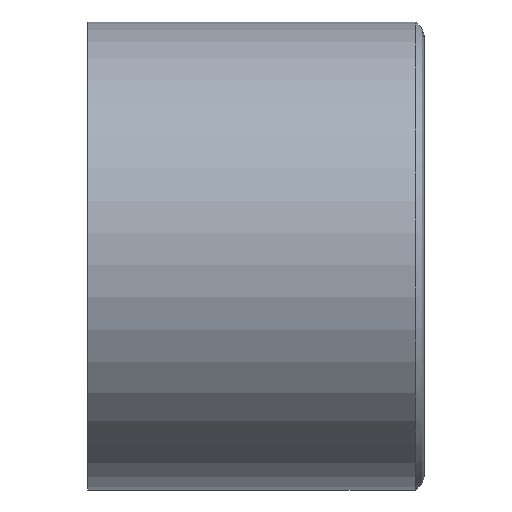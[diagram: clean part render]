
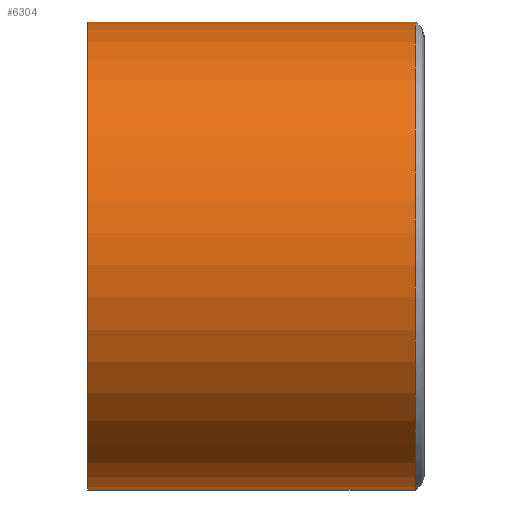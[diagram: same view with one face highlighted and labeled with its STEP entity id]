
A CAD part, left-side view. The second image highlights one B-rep face of the part: STEP entity #6304.
In plain terms, the highlighted free-form (B-spline) face has degree [2, 1] with [5, 2] control points.
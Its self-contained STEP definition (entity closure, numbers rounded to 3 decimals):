
#124 = VERTEX_POINT('',#125);
#125 = CARTESIAN_POINT('',(0.,70.222,
    50.159));
#126 = VERTEX_POINT('',#127);
#127 = CARTESIAN_POINT('',(0.,70.222,-50.159));
#135 = EDGE_CURVE('',#124,#136,#138,.T.);
#136 = VERTEX_POINT('',#137);
#137 = CARTESIAN_POINT('',(0.,0.,50.159));
#138 = B_SPLINE_CURVE_WITH_KNOTS('',1,(#139,#140),.UNSPECIFIED.,.F.,.F.,
  (2,2),(-0.,70.),.PIECEWISE_BEZIER_KNOTS.);
#139 = CARTESIAN_POINT('',(0.,70.222,
    50.159));
#140 = CARTESIAN_POINT('',(0.,0.,50.159));
#143 = VERTEX_POINT('',#144);
#144 = CARTESIAN_POINT('',(0.,0.,-50.159));
#152 = EDGE_CURVE('',#126,#143,#153,.T.);
#153 = B_SPLINE_CURVE_WITH_KNOTS('',1,(#154,#155),.UNSPECIFIED.,.F.,.F.,
  (2,2),(-0.,70.),.PIECEWISE_BEZIER_KNOTS.);
#154 = CARTESIAN_POINT('',(0.,70.222,-50.159));
#155 = CARTESIAN_POINT('',(0.,0.,-50.159));
#6281 = EDGE_CURVE('',#143,#136,#6282,.T.);
#6282 = ( BOUNDED_CURVE() B_SPLINE_CURVE(2,(#6283,#6284,#6285,#6286,
#6287),.UNSPECIFIED.,.F.,.F.) B_SPLINE_CURVE_WITH_KNOTS((3,2,3),(
    3.142,4.712,6.283),
.PIECEWISE_BEZIER_KNOTS.) CURVE() GEOMETRIC_REPRESENTATION_ITEM() 
RATIONAL_B_SPLINE_CURVE((1.,0.707,1.,0.707,1.)) 
REPRESENTATION_ITEM('') );
#6283 = CARTESIAN_POINT('',(0.,0.,-50.159));
#6284 = CARTESIAN_POINT('',(-50.159,0.,-50.159));
#6285 = CARTESIAN_POINT('',(-50.159,0.,0.));
#6286 = CARTESIAN_POINT('',(-50.159,0.,50.159));
#6287 = CARTESIAN_POINT('',(0.,0.,50.159));
#6304 = ADVANCED_FACE('',(#6305),#6318,.T.);
#6305 = FACE_BOUND('',#6306,.T.);
#6306 = EDGE_LOOP('',(#6307,#6308,#6316,#6317));
#6307 = ORIENTED_EDGE('',*,*,#135,.F.);
#6308 = ORIENTED_EDGE('',*,*,#6309,.F.);
#6309 = EDGE_CURVE('',#126,#124,#6310,.T.);
#6310 = ( BOUNDED_CURVE() B_SPLINE_CURVE(2,(#6311,#6312,#6313,#6314,
#6315),.UNSPECIFIED.,.F.,.F.) B_SPLINE_CURVE_WITH_KNOTS((3,2,3),(
    3.142,4.712,6.283),
.PIECEWISE_BEZIER_KNOTS.) CURVE() GEOMETRIC_REPRESENTATION_ITEM() 
RATIONAL_B_SPLINE_CURVE((1.,0.707,1.,0.707,1.)) 
REPRESENTATION_ITEM('') );
#6311 = CARTESIAN_POINT('',(0.,70.222,
    -50.159));
#6312 = CARTESIAN_POINT('',(-50.159,70.222,
    -50.159));
#6313 = CARTESIAN_POINT('',(-50.159,70.222,
    0.));
#6314 = CARTESIAN_POINT('',(-50.159,70.222,
    50.159));
#6315 = CARTESIAN_POINT('',(0.,70.222,
    50.159));
#6316 = ORIENTED_EDGE('',*,*,#152,.T.);
#6317 = ORIENTED_EDGE('',*,*,#6281,.T.);
#6318 = ( BOUNDED_SURFACE() B_SPLINE_SURFACE(2,1,(
    (#6319,#6320)
    ,(#6321,#6322)
    ,(#6323,#6324)
    ,(#6325,#6326)
    ,(#6327,#6328
)),.UNSPECIFIED.,.F.,.F.,.F.) B_SPLINE_SURFACE_WITH_KNOTS((3,2,3),(2,2),
  (3.142,4.712,6.283),(0.,70.),
.PIECEWISE_BEZIER_KNOTS.) GEOMETRIC_REPRESENTATION_ITEM() 
RATIONAL_B_SPLINE_SURFACE((
    (1.,1.)
    ,(0.707,0.707)
    ,(1.,1.)
    ,(0.707,0.707)
,(1.,1.))) REPRESENTATION_ITEM('') SURFACE() );
#6319 = CARTESIAN_POINT('',(0.,70.222,
    50.159));
#6320 = CARTESIAN_POINT('',(0.,0.,50.159));
#6321 = CARTESIAN_POINT('',(-50.159,70.222,
    50.159));
#6322 = CARTESIAN_POINT('',(-50.159,0.,50.159));
#6323 = CARTESIAN_POINT('',(-50.159,70.222,
    0.));
#6324 = CARTESIAN_POINT('',(-50.159,0.,0.));
#6325 = CARTESIAN_POINT('',(-50.159,70.222,
    -50.159));
#6326 = CARTESIAN_POINT('',(-50.159,0.,-50.159));
#6327 = CARTESIAN_POINT('',(0.,70.222,
    -50.159));
#6328 = CARTESIAN_POINT('',(0.,0.,-50.159));
